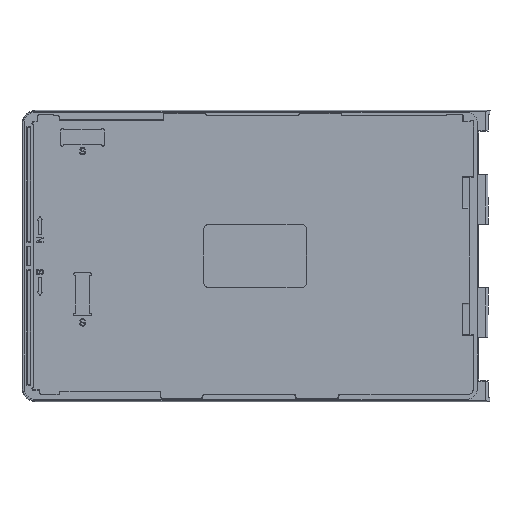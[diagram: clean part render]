
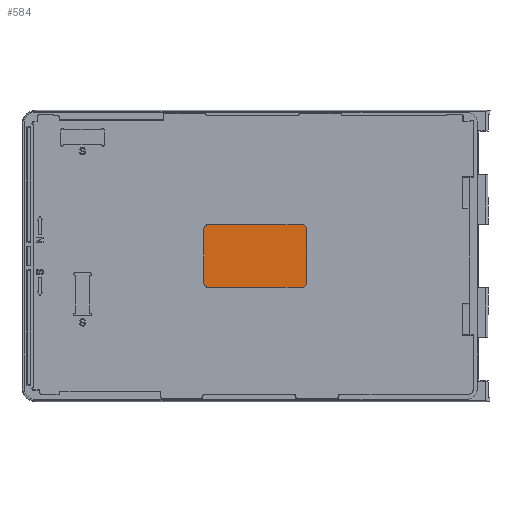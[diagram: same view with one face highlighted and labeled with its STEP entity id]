
A CAD part, front view. The second image highlights one B-rep face of the part: STEP entity #584.
In plain terms, the highlighted planar face has unit normal (0, -1, 0).
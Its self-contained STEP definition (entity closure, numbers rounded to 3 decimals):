
#584=ADVANCED_FACE('',(#1196),#911,.T.);
#911=PLANE('',#8081);
#1196=FACE_OUTER_BOUND('',#1632,.T.);
#1632=EDGE_LOOP('',(#4647,#4648,#4649,#4650,#4651,#4652,#4653,#4654));
#2186=CIRCLE('',#8077,3.);
#2187=CIRCLE('',#8078,3.);
#2188=CIRCLE('',#8079,3.);
#2189=CIRCLE('',#8080,3.);
#2664=LINE('',#12303,#3314);
#2665=LINE('',#12308,#3315);
#2666=LINE('',#12312,#3316);
#2667=LINE('',#12316,#3317);
#3314=VECTOR('',#9439,1.);
#3315=VECTOR('',#9442,1.);
#3316=VECTOR('',#9445,1.);
#3317=VECTOR('',#9448,1.);
#4647=ORIENTED_EDGE('',*,*,#7171,.T.);
#4648=ORIENTED_EDGE('',*,*,#7172,.T.);
#4649=ORIENTED_EDGE('',*,*,#7173,.T.);
#4650=ORIENTED_EDGE('',*,*,#7174,.T.);
#4651=ORIENTED_EDGE('',*,*,#7175,.T.);
#4652=ORIENTED_EDGE('',*,*,#7176,.T.);
#4653=ORIENTED_EDGE('',*,*,#7177,.T.);
#4654=ORIENTED_EDGE('',*,*,#7178,.T.);
#6256=VERTEX_POINT('',#12304);
#6257=VERTEX_POINT('',#12305);
#6258=VERTEX_POINT('',#12307);
#6259=VERTEX_POINT('',#12309);
#6260=VERTEX_POINT('',#12311);
#6261=VERTEX_POINT('',#12313);
#6262=VERTEX_POINT('',#12315);
#6263=VERTEX_POINT('',#12317);
#7171=EDGE_CURVE('',#6256,#6257,#2664,.T.);
#7172=EDGE_CURVE('',#6257,#6258,#2186,.T.);
#7173=EDGE_CURVE('',#6258,#6259,#2665,.T.);
#7174=EDGE_CURVE('',#6259,#6260,#2187,.T.);
#7175=EDGE_CURVE('',#6260,#6261,#2666,.T.);
#7176=EDGE_CURVE('',#6261,#6262,#2188,.T.);
#7177=EDGE_CURVE('',#6262,#6263,#2667,.T.);
#7178=EDGE_CURVE('',#6263,#6256,#2189,.T.);
#8077=AXIS2_PLACEMENT_3D('',#12306,#9440,#9441);
#8078=AXIS2_PLACEMENT_3D('',#12310,#9443,#9444);
#8079=AXIS2_PLACEMENT_3D('',#12314,#9446,#9447);
#8080=AXIS2_PLACEMENT_3D('',#12318,#9449,#9450);
#8081=AXIS2_PLACEMENT_3D('',#12319,#9451,#9452);
#9439=DIRECTION('',(-1.,0.,0.));
#9440=DIRECTION('',(0.,-1.,0.));
#9441=DIRECTION('',(0.,0.,-1.));
#9442=DIRECTION('',(0.,0.,-1.));
#9443=DIRECTION('',(0.,-1.,0.));
#9444=DIRECTION('',(0.,0.,-1.));
#9445=DIRECTION('',(1.,0.,0.));
#9446=DIRECTION('',(0.,-1.,0.));
#9447=DIRECTION('',(0.,0.,-1.));
#9448=DIRECTION('',(0.,0.,1.));
#9449=DIRECTION('',(0.,-1.,0.));
#9450=DIRECTION('',(0.,0.,-1.));
#9451=DIRECTION('',(0.,-1.,0.));
#9452=DIRECTION('',(0.,0.,-1.));
#12303=CARTESIAN_POINT('',(-391.233,-98.1,13.67));
#12304=CARTESIAN_POINT('',(-322.233,-98.1,13.67));
#12305=CARTESIAN_POINT('',(-388.233,-98.1,13.67));
#12306=CARTESIAN_POINT('',(-388.233,-98.1,10.67));
#12307=CARTESIAN_POINT('',(-391.233,-98.1,10.67));
#12308=CARTESIAN_POINT('',(-391.233,-98.1,-30.33));
#12309=CARTESIAN_POINT('',(-391.233,-98.1,-27.33));
#12310=CARTESIAN_POINT('',(-388.233,-98.1,-27.33));
#12311=CARTESIAN_POINT('',(-388.233,-98.1,-30.33));
#12312=CARTESIAN_POINT('',(-319.233,-98.1,-30.33));
#12313=CARTESIAN_POINT('',(-322.233,-98.1,-30.33));
#12314=CARTESIAN_POINT('',(-322.233,-98.1,-27.33));
#12315=CARTESIAN_POINT('',(-319.233,-98.1,-27.33));
#12316=CARTESIAN_POINT('',(-319.233,-98.1,13.67));
#12317=CARTESIAN_POINT('',(-319.233,-98.1,10.67));
#12318=CARTESIAN_POINT('',(-322.233,-98.1,10.67));
#12319=CARTESIAN_POINT('',(-393.555,-98.1,-36.33));
